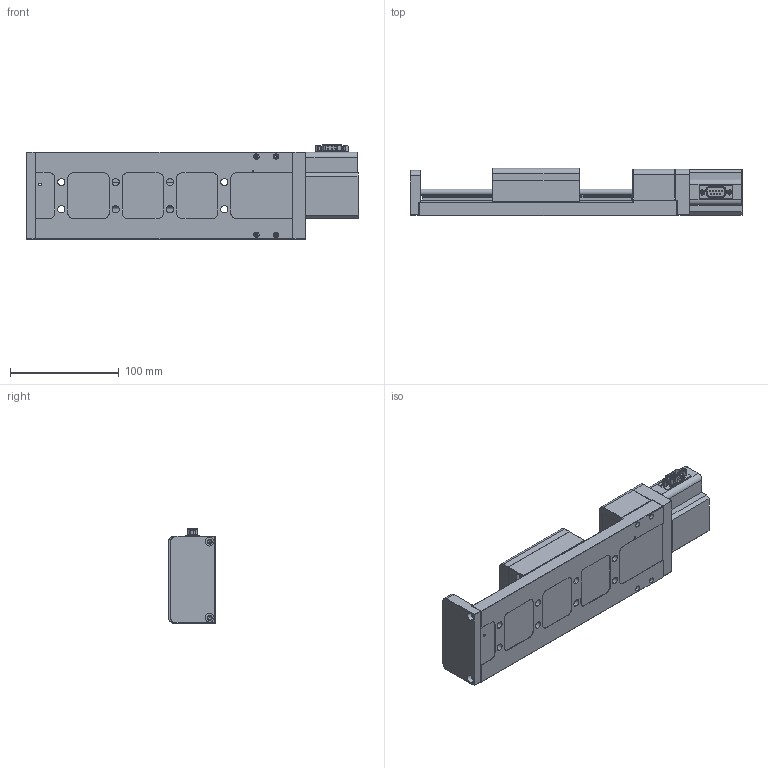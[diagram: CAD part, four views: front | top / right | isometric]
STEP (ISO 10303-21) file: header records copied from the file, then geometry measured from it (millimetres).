
FILE_DESCRIPTION (( 'STEP AP214' ), '1' );
FILE_NAME ('FMS80V-100.STEP', '2021-07-21T12:10:02', ( '' ), ( '' ), 'SwSTEP 2.0', 'SolidWorks 2017', '' );
FILE_SCHEMA (( 'AUTOMOTIVE_DESIGN' ));
Length unit declared in the file: millimetre
Products named in the file (1): FMS80V-100
Bounding box: 305.5 x 43.5 x 86.8 mm (x, y, z)
Volume: 580048.4 mm3; surface area: 190314.8 mm2
Topology: 24 solids, 24 shells, 2482 faces, 6543 edges, 4022 vertices
Faces by surface type: cylinder 984, plane 724, bspline 335, cone 307, torus 83, sphere 49
Entity records: 109912 total; most frequent: CARTESIAN_POINT 22681, ORIENTED_EDGE 12646, DIRECTION 12174, EDGE_CURVE 6323, AXIS2_PLACEMENT_3D 4595, VERTEX_POINT 4009, VECTOR 2984, LINE 2984
